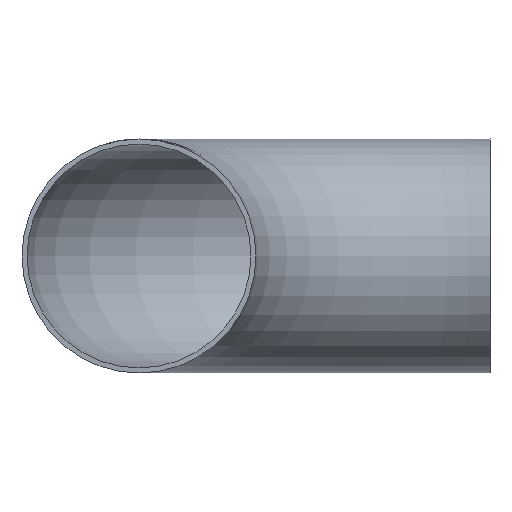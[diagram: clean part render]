
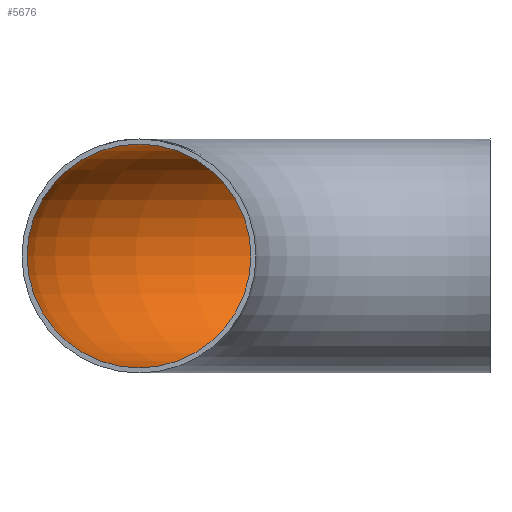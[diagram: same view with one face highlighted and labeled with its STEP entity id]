
A CAD part, front view. The second image highlights one B-rep face of the part: STEP entity #5676.
In plain terms, the highlighted toroidal (fillet/blend) face has major radius 114.3 mm and minor radius 36.449 mm.
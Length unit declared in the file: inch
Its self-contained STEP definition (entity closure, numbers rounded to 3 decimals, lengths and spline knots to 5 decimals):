
#15=CIRCLE('',#5835,1.435);
#16=CIRCLE('',#5836,1.435);
#46=FACE_BOUND('',#1571,.T.);
#1225=FACE_OUTER_BOUND('',#1570,.T.);
#1570=EDGE_LOOP('',(#5299));
#1571=EDGE_LOOP('',(#5300));
#2723=VERTEX_POINT('',#13041);
#2724=VERTEX_POINT('',#13043);
#3585=EDGE_CURVE('',#2723,#2723,#15,.T.);
#3586=EDGE_CURVE('',#2724,#2724,#16,.T.);
#5299=ORIENTED_EDGE('',*,*,#3585,.F.);
#5300=ORIENTED_EDGE('',*,*,#3586,.F.);
#5339=TOROIDAL_SURFACE('',#5834,4.5,1.435);
#5676=ADVANCED_FACE('',(#1225,#46),#5339,.F.);
#5834=AXIS2_PLACEMENT_3D('',#13040,#6430,#6431);
#5835=AXIS2_PLACEMENT_3D('',#13042,#6432,#6433);
#5836=AXIS2_PLACEMENT_3D('',#13044,#6434,#6435);
#6430=DIRECTION('center_axis',(0.,0.,-1.));
#6431=DIRECTION('ref_axis',(-1.,0.,0.));
#6432=DIRECTION('center_axis',(-1.,0.,0.));
#6433=DIRECTION('ref_axis',(0.,1.,0.));
#6434=DIRECTION('center_axis',(0.,1.,0.));
#6435=DIRECTION('ref_axis',(-1.,0.,0.));
#13040=CARTESIAN_POINT('Origin',(4.5,0.,0.));
#13041=CARTESIAN_POINT('',(4.5,5.935,0.));
#13042=CARTESIAN_POINT('Origin',(4.5,4.5,0.));
#13043=CARTESIAN_POINT('',(-1.435,0.,0.));
#13044=CARTESIAN_POINT('Origin',(0.,0.,0.));
